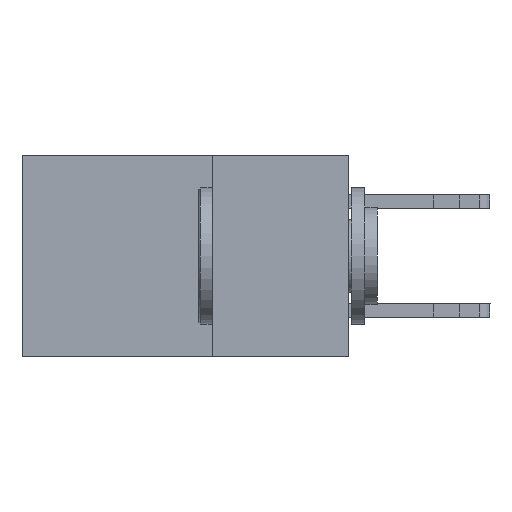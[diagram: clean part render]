
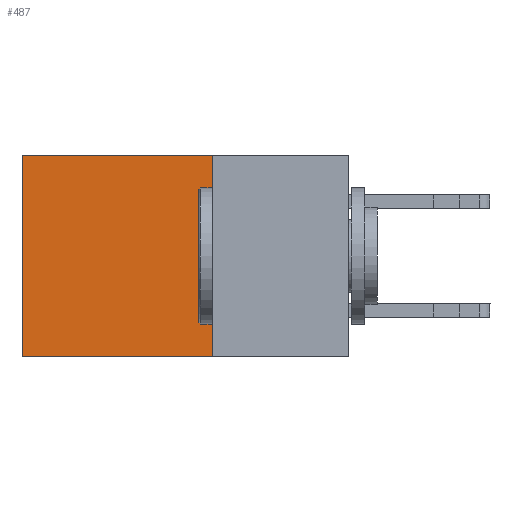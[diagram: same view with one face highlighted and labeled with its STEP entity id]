
A CAD part, left-side view. The second image highlights one B-rep face of the part: STEP entity #487.
In plain terms, the highlighted planar face has unit normal (-1, 0, 0).
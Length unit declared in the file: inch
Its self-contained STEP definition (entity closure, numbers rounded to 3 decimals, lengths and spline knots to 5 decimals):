
#417 = VECTOR ( 'NONE', #5515, 39.37008 ) ;
#445 = CARTESIAN_POINT ( 'NONE',  ( 0.298, 0.25, -0.37 ) ) ;
#450 = EDGE_CURVE ( 'NONE', #7901, #8286, #13704, .T. ) ;
#487 = ADVANCED_FACE ( 'NONE', ( #1917 ), #2281, .F. ) ;
#1072 = EDGE_CURVE ( 'NONE', #6432, #2501, #8355, .T. ) ;
#1917 = FACE_OUTER_BOUND ( 'NONE', #10327, .T. ) ;
#2281 = PLANE ( 'NONE',  #13563 ) ;
#2337 = DIRECTION ( 'NONE',  ( 0., 0., -1. ) ) ;
#2370 = ORIENTED_EDGE ( 'NONE', *, *, #1072, .F. ) ;
#2458 = DIRECTION ( 'NONE',  ( 0., 0., -1. ) ) ;
#2501 = VERTEX_POINT ( 'NONE', #9190 ) ;
#2957 = EDGE_CURVE ( 'NONE', #7901, #6432, #5640, .T. ) ;
#3028 = CARTESIAN_POINT ( 'NONE',  ( 0.298, 0.6, 0. ) ) ;
#3257 = CARTESIAN_POINT ( 'NONE',  ( 0.298, 0.25, 0. ) ) ;
#3899 = CARTESIAN_POINT ( 'NONE',  ( 0.298, 0.6, 0. ) ) ;
#4540 = CARTESIAN_POINT ( 'NONE',  ( 0.298, 0.25, 0. ) ) ;
#5515 = DIRECTION ( 'NONE',  ( 0., 1., 0. ) ) ;
#5640 = LINE ( 'NONE', #4540, #9495 ) ;
#5733 = EDGE_CURVE ( 'NONE', #8286, #2501, #6712, .T. ) ;
#6108 = DIRECTION ( 'NONE',  ( 0., 0., -1. ) ) ;
#6432 = VERTEX_POINT ( 'NONE', #9731 ) ;
#6521 = VECTOR ( 'NONE', #6108, 39.37008 ) ;
#6712 = LINE ( 'NONE', #3028, #6521 ) ;
#7901 = VERTEX_POINT ( 'NONE', #3257 ) ;
#8040 = DIRECTION ( 'NONE',  ( 0., 1., 0. ) ) ;
#8286 = VERTEX_POINT ( 'NONE', #3899 ) ;
#8355 = LINE ( 'NONE', #445, #8876 ) ;
#8876 = VECTOR ( 'NONE', #8040, 39.37008 ) ;
#8897 = ORIENTED_EDGE ( 'NONE', *, *, #5733, .T. ) ;
#9190 = CARTESIAN_POINT ( 'NONE',  ( 0.298, 0.6, -0.37 ) ) ;
#9495 = VECTOR ( 'NONE', #2458, 39.37008 ) ;
#9731 = CARTESIAN_POINT ( 'NONE',  ( 0.298, 0.25, -0.37 ) ) ;
#10327 = EDGE_LOOP ( 'NONE', ( #8897, #2370, #10700, #12367 ) ) ;
#10700 = ORIENTED_EDGE ( 'NONE', *, *, #2957, .F. ) ;
#10851 = DIRECTION ( 'NONE',  ( 1., 0., 0. ) ) ;
#11962 = CARTESIAN_POINT ( 'NONE',  ( 0.298, 0.25, 0. ) ) ;
#12367 = ORIENTED_EDGE ( 'NONE', *, *, #450, .T. ) ;
#12873 = CARTESIAN_POINT ( 'NONE',  ( 0.298, 0.25, 0. ) ) ;
#13563 = AXIS2_PLACEMENT_3D ( 'NONE', #12873, #10851, #2337 ) ;
#13704 = LINE ( 'NONE', #11962, #417 ) ;
